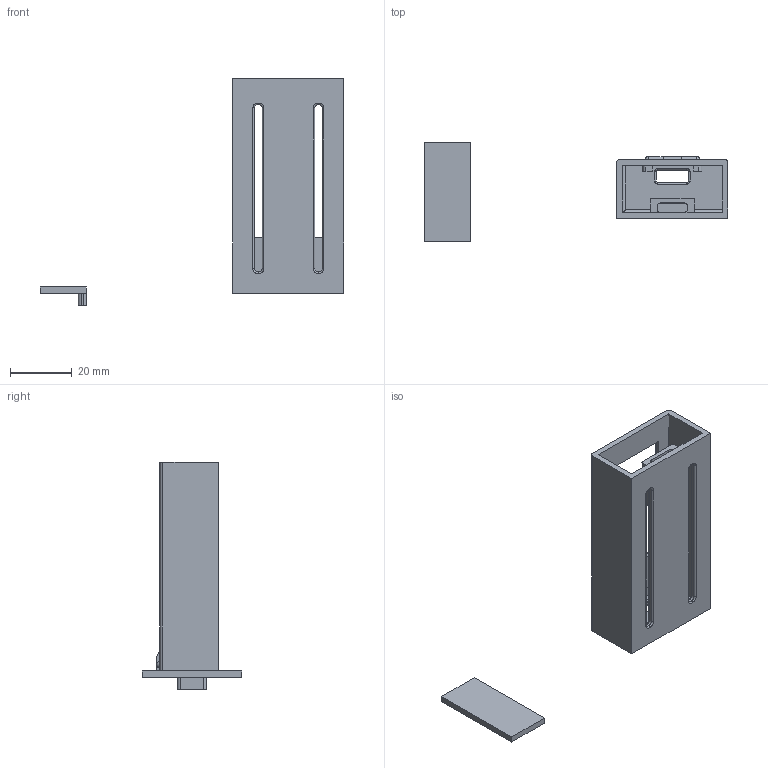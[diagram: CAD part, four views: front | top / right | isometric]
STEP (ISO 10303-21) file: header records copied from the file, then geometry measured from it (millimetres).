
FILE_DESCRIPTION(/* description */ ('Unknown'),/* implementation_level */ '2;1');
FILE_NAME(/* name */ 'BOX_NERDMINER_body',/* time_stamp */ '2024-12-16T02:02:06+01:00',/* author */ ('Unknown'),/* organization */ ('Unknown'),/* preprocessor_version */ 'ST-DEVELOPER v18.102',/* originating_system */ 'Solid Edge',/* authorisation */ 'Unknown');
FILE_SCHEMA (('AUTOMOTIVE_DESIGN {1 0 10303 214 3 1 1}'));
Length unit declared in the file: millimetre
Products named in the file (1): BOX_NERDMINER_body
Bounding box: 98.41 x 32.07 x 73.5 mm (x, y, z)
Volume: 13553.4 mm3; surface area: 15302.7 mm2
Topology: 2 solids, 2 shells, 168 faces, 450 edges, 285 vertices
Faces by surface type: plane 74, cylinder 70, torus 20, sphere 4
Entity records: 5296 total; most frequent: CARTESIAN_POINT 972, DIRECTION 921, ORIENTED_EDGE 892, EDGE_CURVE 446, AXIS2_PLACEMENT_3D 326, VERTEX_POINT 283, LINE 269, VECTOR 269
